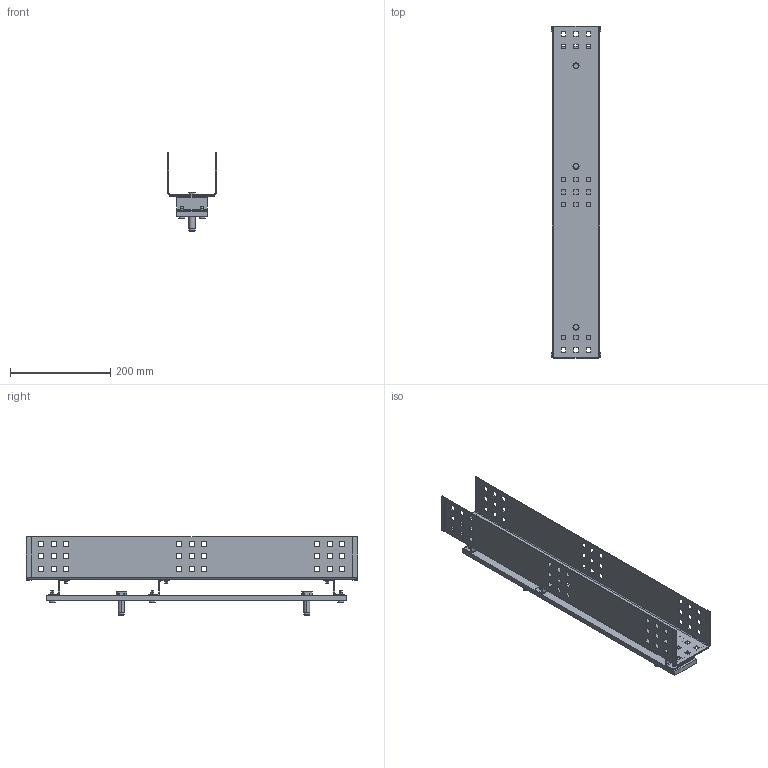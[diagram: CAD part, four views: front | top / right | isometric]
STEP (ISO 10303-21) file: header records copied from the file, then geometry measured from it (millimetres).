
FILE_DESCRIPTION(('STEP AP214'),'1');
FILE_NAME('cctmp_E8F37F60-F61D-4CB8-B75C-9F2F958E6409_2024_05_23_13_30_57_0425..stp','2024-05-23T11:30:57',('SIEMENS A&D'),('CADClick - www.CADClick.com'),'Spatial InterOp 3D',' ','unknown authorization');
FILE_SCHEMA(('AUTOMOTIVE_DESIGN'));
Length unit declared in the file: millimetre
Products named in the file (17): cc_unnamed; 2024_05_23_13_30_57_0409; 2024_05_23_13_30_57_0378; 2024_05_23_13_30_57_0346; 2024_05_23_13_30_57_0300; 2024_05_23_13_30_57_0269; 2024_05_23_13_30_57_0237; 2024_05_23_13_30_57_0206; 2024_05_23_13_30_57_0170; 2024_05_23_13_30_57_0128; 2024_05_23_13_30_57_0097; 2024_05_23_13_30_57_0049; 2024_05_23_13_30_57_0018; 2024_05_23_13_30_56_0956; 2024_05_23_13_30_56_0925; 2024_05_23_13_30_56_0885; 2024_05_23_13_30_56_0847
Assembly tree (16 placements, depth 2):
  cc_unnamed
    2024_05_23_13_30_57_0409
    2024_05_23_13_30_57_0378
    2024_05_23_13_30_57_0346
    2024_05_23_13_30_57_0300
    2024_05_23_13_30_57_0269
    2024_05_23_13_30_57_0237
    2024_05_23_13_30_57_0206
    2024_05_23_13_30_57_0170
    2024_05_23_13_30_57_0128
    2024_05_23_13_30_57_0097
    2024_05_23_13_30_57_0049
    2024_05_23_13_30_57_0018
    2024_05_23_13_30_56_0956
    2024_05_23_13_30_56_0925
    2024_05_23_13_30_56_0885
    2024_05_23_13_30_56_0847
Bounding box: 98.2 x 662 x 157.1 mm (x, y, z)
Volume: 662567 mm3; surface area: 470314.2 mm2
Topology: 16 solids, 16 shells, 613 faces, 1626 edges, 1056 vertices
Faces by surface type: plane 419, cylinder 130, cone 52, torus 12
Entity records: 24602 total; most frequent: CARTESIAN_POINT 3408, ORIENTED_EDGE 3252, DIRECTION 3194, EDGE_CURVE 1626, LINE 1270, VECTOR 1270, VERTEX_POINT 1056, AXIS2_PLACEMENT_3D 962
